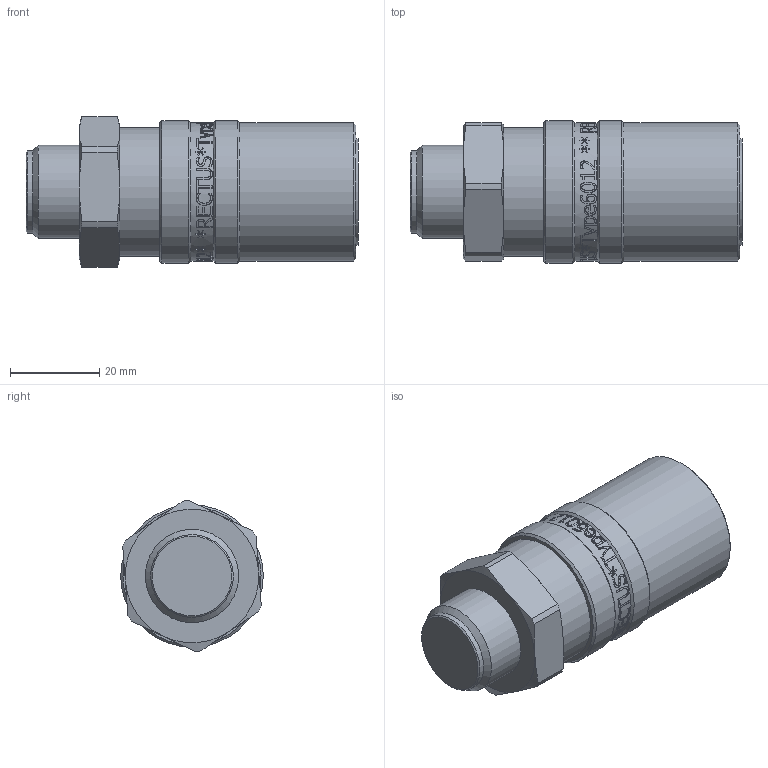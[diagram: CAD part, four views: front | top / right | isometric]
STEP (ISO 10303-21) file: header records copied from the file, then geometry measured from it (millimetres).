
FILE_DESCRIPTION((''),'2;1');
FILE_NAME('6012kbaw21mvn.stp','2013-08-14T09:22:42',('AS035480'),(''),'Autodesk Inventor 2013','Autodesk Inventor 2013','');
FILE_SCHEMA(('AUTOMOTIVE_DESIGN { 1 0 10303 214 1 1 1 1 }'));
Length unit declared in the file: millimetre
Products named in the file (1): D107315
Bounding box: 74.5 x 32 x 33.83 mm (x, y, z)
Volume: 47733.8 mm3; surface area: 17359.3 mm2
Topology: 3 solids, 4 shells, 638 faces, 1705 edges, 1125 vertices
Faces by surface type: bspline 332, plane 199, cylinder 76, cone 29, torus 2
Full cylindrical faces by diameter (mm): 18.5 x1, 20.955 x1, 22.5 x1, 24 x2, 24.2 x1, 25 x1, 26 x1, 26.4 x1, 28 x1, 29 x1, 29.3 x1, 31 x2, 32 x2
Entity records: 90570 total; most frequent: CARTESIAN_POINT 76751, ORIENTED_EDGE 3324, EDGE_CURVE 1662, DIRECTION 1564, VERTEX_POINT 1118, B_SPLINE_CURVE_WITH_KNOTS 860, EDGE_LOOP 730, FACE_OUTER_BOUND 638
